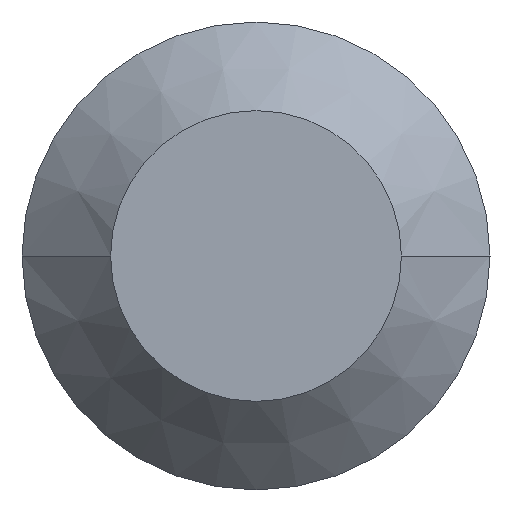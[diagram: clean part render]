
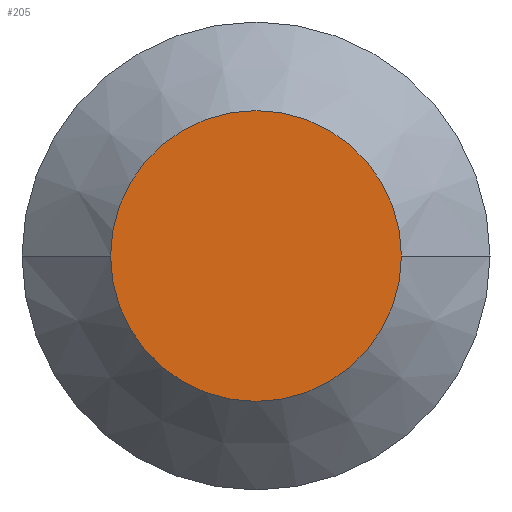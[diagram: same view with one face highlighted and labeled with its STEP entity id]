
A CAD part, left-side view. The second image highlights one B-rep face of the part: STEP entity #205.
In plain terms, the highlighted planar face has unit normal (-1, 0, 0).
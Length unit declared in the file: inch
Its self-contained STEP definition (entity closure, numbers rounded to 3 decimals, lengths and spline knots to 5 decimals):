
#114=CARTESIAN_POINT('',(-7.935,0.,0.));
#115=DIRECTION('',(-1.,0.,0.));
#116=DIRECTION('',(0.,-1.,0.));
#117=AXIS2_PLACEMENT_3D('',#114,#115,#116);
#119=CARTESIAN_POINT('',(-7.935,0.,0.));
#120=DIRECTION('',(-1.,0.,0.));
#121=DIRECTION('',(0.,1.,0.));
#122=AXIS2_PLACEMENT_3D('',#119,#120,#121);
#186=CARTESIAN_POINT('',(-7.935,-0.985,0.));
#187=CARTESIAN_POINT('',(-7.935,0.985,0.));
#188=VERTEX_POINT('',#186);
#189=VERTEX_POINT('',#187);
#194=CARTESIAN_POINT('',(-7.935,0.,0.));
#195=DIRECTION('',(1.,0.,0.));
#196=DIRECTION('',(0.,-1.,0.));
#197=AXIS2_PLACEMENT_3D('',#194,#195,#196);
#198=PLANE('',#197);
#200=ORIENTED_EDGE('',*,*,#199,.F.);
#202=ORIENTED_EDGE('',*,*,#201,.F.);
#203=EDGE_LOOP('',(#200,#202));
#204=FACE_OUTER_BOUND('',#203,.F.);
#118=CIRCLE('',#117,0.985);
#123=CIRCLE('',#122,0.985);
#199=EDGE_CURVE('',#188,#189,#118,.T.);
#201=EDGE_CURVE('',#189,#188,#123,.T.);
#205=ADVANCED_FACE('',(#204),#198,.F.);
